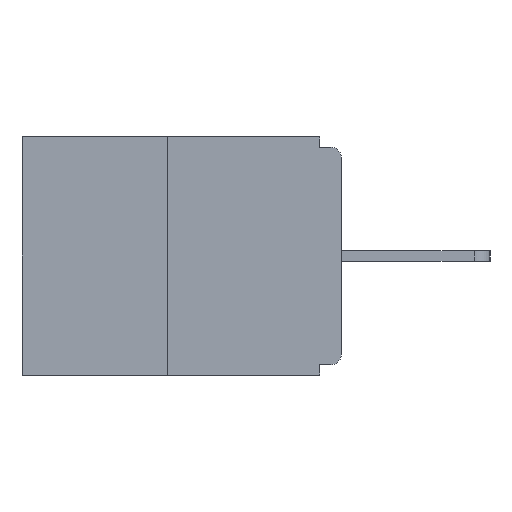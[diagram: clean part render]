
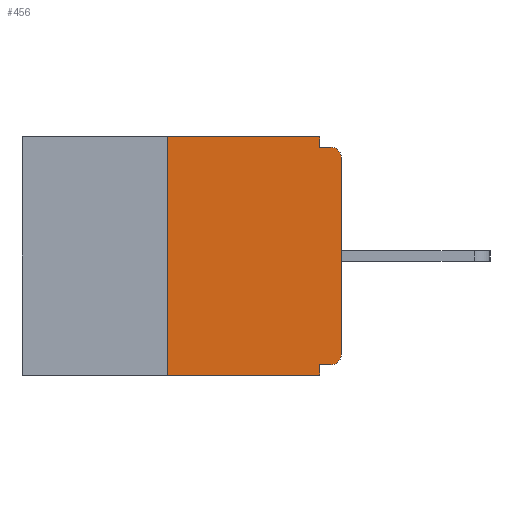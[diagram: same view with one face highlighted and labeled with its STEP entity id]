
A CAD part, left-side view. The second image highlights one B-rep face of the part: STEP entity #456.
In plain terms, the highlighted planar face has unit normal (-1, 0, 0).
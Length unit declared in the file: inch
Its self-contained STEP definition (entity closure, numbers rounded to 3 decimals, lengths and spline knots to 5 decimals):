
#97 = DIRECTION ( 'NONE',  ( 0., 0., 1. ) ) ;
#110 = VERTEX_POINT ( 'NONE', #6509 ) ;
#143 = ORIENTED_EDGE ( 'NONE', *, *, #13762, .T. ) ;
#456 = ADVANCED_FACE ( 'NONE', ( #6831 ), #3655, .F. ) ;
#834 = DIRECTION ( 'NONE',  ( 0., 0., 1. ) ) ;
#988 = EDGE_CURVE ( 'NONE', #2333, #16150, #7101, .T. ) ;
#1113 = LINE ( 'NONE', #3586, #5665 ) ;
#1703 = VERTEX_POINT ( 'NONE', #15776 ) ;
#1769 = CARTESIAN_POINT ( 'NONE',  ( 0., 0.031, 0. ) ) ;
#1802 = CARTESIAN_POINT ( 'NONE',  ( 0., 0.031, -0.343 ) ) ;
#2202 = CARTESIAN_POINT ( 'NONE',  ( 0., 0., -0.03 ) ) ;
#2333 = VERTEX_POINT ( 'NONE', #21838 ) ;
#2758 = ORIENTED_EDGE ( 'NONE', *, *, #13434, .F. ) ;
#2875 = LINE ( 'NONE', #22808, #17407 ) ;
#3541 = DIRECTION ( 'NONE',  ( 0., 0., -1. ) ) ;
#3586 = CARTESIAN_POINT ( 'NONE',  ( 0., 0., -0.015 ) ) ;
#3594 = EDGE_CURVE ( 'NONE', #17107, #8348, #1113, .T. ) ;
#3655 = PLANE ( 'NONE',  #18933 ) ;
#3800 = DIRECTION ( 'NONE',  ( 0., 1., 0. ) ) ;
#4307 = CARTESIAN_POINT ( 'NONE',  ( 0., 0.031, -0.328 ) ) ;
#5122 = ORIENTED_EDGE ( 'NONE', *, *, #15953, .T. ) ;
#5239 = ORIENTED_EDGE ( 'NONE', *, *, #17222, .F. ) ;
#5665 = VECTOR ( 'NONE', #12236, 39.37008 ) ;
#5669 = VECTOR ( 'NONE', #24144, 39.37008 ) ;
#6278 = LINE ( 'NONE', #1769, #5669 ) ;
#6308 = DIRECTION ( 'NONE',  ( -1., 0., 0. ) ) ;
#6382 = VERTEX_POINT ( 'NONE', #2202 ) ;
#6509 = CARTESIAN_POINT ( 'NONE',  ( 0., 0.25, 0. ) ) ;
#6720 = CARTESIAN_POINT ( 'NONE',  ( 0., 0.015, -0.03 ) ) ;
#6807 = VECTOR ( 'NONE', #17988, 39.37008 ) ;
#6831 = FACE_OUTER_BOUND ( 'NONE', #17413, .T. ) ;
#7101 = CIRCLE ( 'NONE', #16805, 0.015 ) ;
#7289 = ORIENTED_EDGE ( 'NONE', *, *, #3594, .F. ) ;
#8348 = VERTEX_POINT ( 'NONE', #13857 ) ;
#8361 = LINE ( 'NONE', #1802, #22499 ) ;
#8383 = AXIS2_PLACEMENT_3D ( 'NONE', #6720, #19774, #8652 ) ;
#8652 = DIRECTION ( 'NONE',  ( 0., 0., -1. ) ) ;
#8748 = CARTESIAN_POINT ( 'NONE',  ( 0., 0.031, 0. ) ) ;
#8765 = EDGE_CURVE ( 'NONE', #2333, #21912, #13396, .T. ) ;
#9081 = EDGE_CURVE ( 'NONE', #110, #14541, #11804, .T. ) ;
#10554 = CARTESIAN_POINT ( 'NONE',  ( 0., 0.46, 0. ) ) ;
#10990 = ORIENTED_EDGE ( 'NONE', *, *, #8765, .F. ) ;
#11471 = VECTOR ( 'NONE', #97, 39.37008 ) ;
#11625 = ORIENTED_EDGE ( 'NONE', *, *, #22809, .T. ) ;
#11804 = LINE ( 'NONE', #10554, #6807 ) ;
#12236 = DIRECTION ( 'NONE',  ( 0., -1., 0. ) ) ;
#12750 = VERTEX_POINT ( 'NONE', #18765 ) ;
#13396 = LINE ( 'NONE', #18880, #22567 ) ;
#13434 = EDGE_CURVE ( 'NONE', #14541, #17107, #6278, .T. ) ;
#13459 = CARTESIAN_POINT ( 'NONE',  ( 0., 0.25, 0. ) ) ;
#13627 = VECTOR ( 'NONE', #834, 39.37008 ) ;
#13677 = DIRECTION ( 'NONE',  ( 0., -1., 0. ) ) ;
#13762 = EDGE_CURVE ( 'NONE', #16150, #6382, #23372, .T. ) ;
#13857 = CARTESIAN_POINT ( 'NONE',  ( 0., 0.015, -0.015 ) ) ;
#14541 = VERTEX_POINT ( 'NONE', #8748 ) ;
#14724 = EDGE_CURVE ( 'NONE', #21912, #12750, #8361, .T. ) ;
#15776 = CARTESIAN_POINT ( 'NONE',  ( 0., 0.25, -0.343 ) ) ;
#15953 = EDGE_CURVE ( 'NONE', #1703, #12750, #2875, .T. ) ;
#16132 = CARTESIAN_POINT ( 'NONE',  ( 0., 0., -0.313 ) ) ;
#16150 = VERTEX_POINT ( 'NONE', #16132 ) ;
#16572 = CIRCLE ( 'NONE', #8383, 0.015 ) ;
#16805 = AXIS2_PLACEMENT_3D ( 'NONE', #23199, #6308, #22481 ) ;
#17107 = VERTEX_POINT ( 'NONE', #18769 ) ;
#17222 = EDGE_CURVE ( 'NONE', #1703, #110, #20741, .T. ) ;
#17407 = VECTOR ( 'NONE', #13677, 39.37008 ) ;
#17413 = EDGE_LOOP ( 'NONE', ( #22874, #5239, #5122, #23752, #10990, #21984, #143, #11625, #7289, #2758 ) ) ;
#17988 = DIRECTION ( 'NONE',  ( 0., -1., 0. ) ) ;
#18765 = CARTESIAN_POINT ( 'NONE',  ( 0., 0.031, -0.343 ) ) ;
#18769 = CARTESIAN_POINT ( 'NONE',  ( 0., 0.031, -0.015 ) ) ;
#18880 = CARTESIAN_POINT ( 'NONE',  ( 0., 0., -0.328 ) ) ;
#18933 = AXIS2_PLACEMENT_3D ( 'NONE', #23183, #20902, #3541 ) ;
#19656 = CARTESIAN_POINT ( 'NONE',  ( 0., 0., 0. ) ) ;
#19774 = DIRECTION ( 'NONE',  ( -1., 0., 0. ) ) ;
#20650 = DIRECTION ( 'NONE',  ( 0., 0., -1. ) ) ;
#20741 = LINE ( 'NONE', #13459, #11471 ) ;
#20902 = DIRECTION ( 'NONE',  ( 1., 0., 0. ) ) ;
#21838 = CARTESIAN_POINT ( 'NONE',  ( 0., 0.015, -0.328 ) ) ;
#21912 = VERTEX_POINT ( 'NONE', #4307 ) ;
#21984 = ORIENTED_EDGE ( 'NONE', *, *, #988, .T. ) ;
#22481 = DIRECTION ( 'NONE',  ( 0., 0., -1. ) ) ;
#22499 = VECTOR ( 'NONE', #20650, 39.37008 ) ;
#22567 = VECTOR ( 'NONE', #3800, 39.37008 ) ;
#22808 = CARTESIAN_POINT ( 'NONE',  ( 0., 0.46, -0.343 ) ) ;
#22809 = EDGE_CURVE ( 'NONE', #6382, #8348, #16572, .T. ) ;
#22874 = ORIENTED_EDGE ( 'NONE', *, *, #9081, .F. ) ;
#23183 = CARTESIAN_POINT ( 'NONE',  ( 0., 0.46, 0. ) ) ;
#23199 = CARTESIAN_POINT ( 'NONE',  ( 0., 0.015, -0.313 ) ) ;
#23372 = LINE ( 'NONE', #19656, #13627 ) ;
#23752 = ORIENTED_EDGE ( 'NONE', *, *, #14724, .F. ) ;
#24144 = DIRECTION ( 'NONE',  ( 0., 0., -1. ) ) ;
